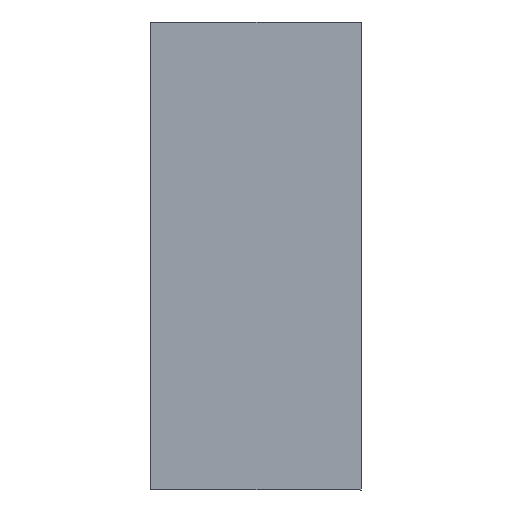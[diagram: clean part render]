
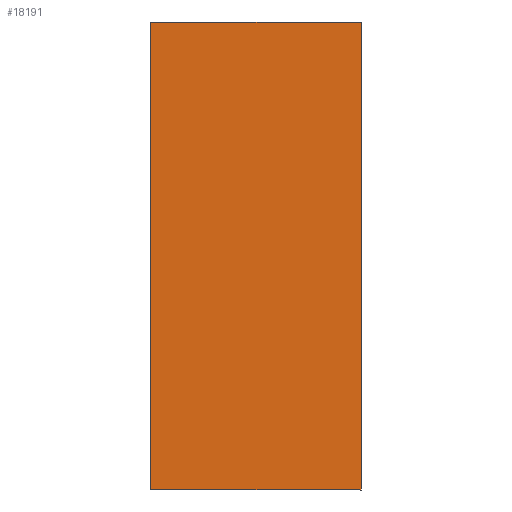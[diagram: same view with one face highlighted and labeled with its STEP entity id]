
A CAD part, left-side view. The second image highlights one B-rep face of the part: STEP entity #18191.
In plain terms, the highlighted planar face has unit normal (-1, 0, 0).
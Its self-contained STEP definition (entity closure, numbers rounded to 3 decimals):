
#297=PLANE('',#18933);
#988=FACE_OUTER_BOUND('',#2026,.T.);
#2026=EDGE_LOOP('',(#14265,#14266,#14267,#14268));
#2626=LINE('',#22370,#4148);
#3315=LINE('',#29595,#4837);
#3316=LINE('',#29596,#4838);
#3317=LINE('',#29597,#4839);
#4148=VECTOR('',#19238,10.);
#4837=VECTOR('',#20255,10.);
#4838=VECTOR('',#20256,10.);
#4839=VECTOR('',#20257,10.);
#6958=VERTEX_POINT('',#22368);
#6959=VERTEX_POINT('',#22369);
#7790=VERTEX_POINT('',#29593);
#7791=VERTEX_POINT('',#29594);
#8862=EDGE_CURVE('',#6958,#6959,#2626,.T.);
#10106=EDGE_CURVE('',#7790,#7791,#3315,.T.);
#10107=EDGE_CURVE('',#6959,#7790,#3316,.T.);
#10108=EDGE_CURVE('',#7791,#6958,#3317,.T.);
#14265=ORIENTED_EDGE('',*,*,#10106,.F.);
#14266=ORIENTED_EDGE('',*,*,#10107,.F.);
#14267=ORIENTED_EDGE('',*,*,#8862,.F.);
#14268=ORIENTED_EDGE('',*,*,#10108,.F.);
#18191=ADVANCED_FACE('',(#988),#297,.F.);
#18933=AXIS2_PLACEMENT_3D('',#29592,#20253,#20254);
#19238=DIRECTION('',(0.,0.,-1.));
#20253=DIRECTION('center_axis',(1.,0.,0.));
#20254=DIRECTION('ref_axis',(0.,0.,-1.));
#20255=DIRECTION('',(0.,0.,1.));
#20256=DIRECTION('',(0.,1.,0.));
#20257=DIRECTION('',(0.,-1.,0.));
#22368=CARTESIAN_POINT('',(-22.05,0.,-9.5));
#22369=CARTESIAN_POINT('',(-22.05,0.,-21.5));
#22370=CARTESIAN_POINT('',(-22.05,0.,-19.5));
#29592=CARTESIAN_POINT('Origin',(-22.05,0.,-19.5));
#29593=CARTESIAN_POINT('',(-22.05,5.4,-21.5));
#29594=CARTESIAN_POINT('',(-22.05,5.4,-9.5));
#29595=CARTESIAN_POINT('',(-22.05,5.4,-19.5));
#29596=CARTESIAN_POINT('',(-22.05,-8.436,-21.5));
#29597=CARTESIAN_POINT('',(-22.05,0.725,-9.5));
